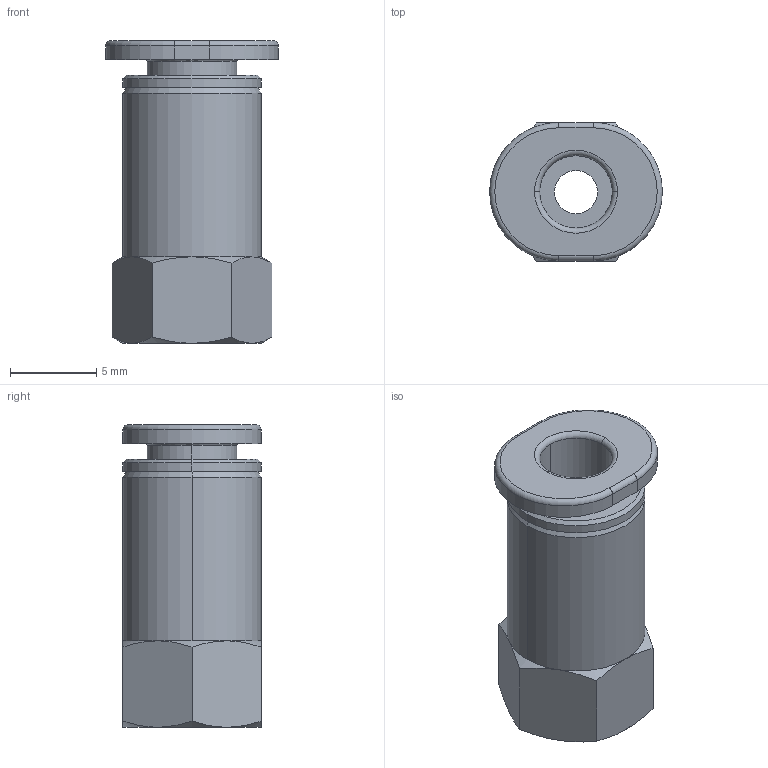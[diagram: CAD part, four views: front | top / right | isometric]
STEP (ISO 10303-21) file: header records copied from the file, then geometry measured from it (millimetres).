
FILE_DESCRIPTION((''),'2;1');
FILE_NAME('PCF04M5C-mdt.stp','2017-07-24T14:44:52',(''),(''),'Mechanical Desktop 2009','Mechanical Desktop 2009',', , ');
FILE_SCHEMA(('CONFIG_CONTROL_DESIGN'));
Length unit declared in the file: millimetre
Products named in the file (4): PCF04M5C-MDTA; PCF04M5C-MDT; COLLAR-L04C; COLLAR-C04C
Assembly tree (4 placements, depth 2):
  PCF04M5C-MDTA
    PCF04M5C-MDT
    COLLAR-L04C
    COLLAR-C04C  x2
Bounding box: 10 x 8 x 17.5 mm (x, y, z)
Volume: 656.1 mm3; surface area: 855.7 mm2
Topology: 1 solids, 1 shells, 55 faces, 120 edges, 72 vertices
Faces by surface type: cone 18, cylinder 16, plane 15, torus 4, bspline 2
Entity records: 1709 total; most frequent: CARTESIAN_POINT 388, DIRECTION 274, ORIENTED_EDGE 240, AXIS2_PLACEMENT_3D 120, EDGE_CURVE 120, VERTEX_POINT 72, CIRCLE 62, EDGE_LOOP 62
